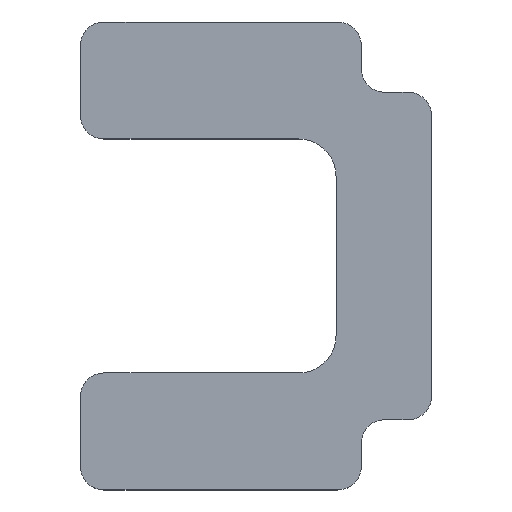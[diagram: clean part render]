
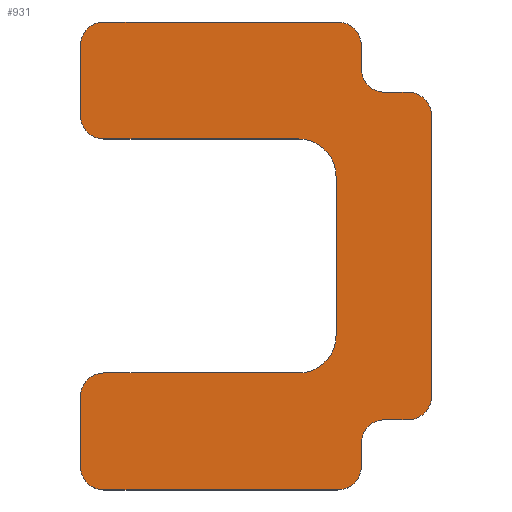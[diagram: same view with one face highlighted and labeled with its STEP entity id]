
A CAD part, top view. The second image highlights one B-rep face of the part: STEP entity #931.
In plain terms, the highlighted planar face has unit normal (0, 0, 1).
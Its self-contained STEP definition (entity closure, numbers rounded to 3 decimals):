
#47=PLANE('',#1050);
#95=FACE_OUTER_BOUND('',#153,.T.);
#153=EDGE_LOOP('',(#830,#831,#832,#833,#834,#835,#836,#837,#838,#839,#840,
#841,#842,#843,#844,#845,#846,#847,#848,#849,#850,#851,#852,#853));
#162=LINE('',#1368,#246);
#185=LINE('',#1454,#269);
#188=LINE('',#1462,#272);
#191=LINE('',#1470,#275);
#194=LINE('',#1478,#278);
#197=LINE('',#1486,#281);
#200=LINE('',#1494,#284);
#203=LINE('',#1502,#287);
#206=LINE('',#1510,#290);
#233=LINE('',#1586,#317);
#234=LINE('',#1589,#318);
#237=LINE('',#1596,#321);
#246=VECTOR('',#1093,10.);
#269=VECTOR('',#1162,10.);
#272=VECTOR('',#1171,10.);
#275=VECTOR('',#1180,10.);
#278=VECTOR('',#1189,10.);
#281=VECTOR('',#1198,10.);
#284=VECTOR('',#1207,10.);
#287=VECTOR('',#1216,10.);
#290=VECTOR('',#1225,10.);
#317=VECTOR('',#1314,10.);
#318=VECTOR('',#1317,10.);
#321=VECTOR('',#1326,10.);
#330=CIRCLE('',#968,5.);
#351=CIRCLE('',#992,5.);
#352=CIRCLE('',#995,5.);
#353=CIRCLE('',#998,5.);
#354=CIRCLE('',#1001,5.);
#355=CIRCLE('',#1004,5.);
#356=CIRCLE('',#1007,5.);
#357=CIRCLE('',#1010,5.);
#358=CIRCLE('',#1013,5.);
#359=CIRCLE('',#1016,5.);
#368=CIRCLE('',#1044,8.);
#369=CIRCLE('',#1048,8.);
#378=VERTEX_POINT('',#1355);
#379=VERTEX_POINT('',#1356);
#383=VERTEX_POINT('',#1366);
#421=VERTEX_POINT('',#1446);
#422=VERTEX_POINT('',#1447);
#423=VERTEX_POINT('',#1452);
#424=VERTEX_POINT('',#1456);
#425=VERTEX_POINT('',#1460);
#426=VERTEX_POINT('',#1464);
#427=VERTEX_POINT('',#1468);
#428=VERTEX_POINT('',#1472);
#429=VERTEX_POINT('',#1476);
#430=VERTEX_POINT('',#1480);
#431=VERTEX_POINT('',#1484);
#432=VERTEX_POINT('',#1488);
#433=VERTEX_POINT('',#1489);
#434=VERTEX_POINT('',#1496);
#435=VERTEX_POINT('',#1500);
#436=VERTEX_POINT('',#1504);
#437=VERTEX_POINT('',#1508);
#438=VERTEX_POINT('',#1512);
#455=VERTEX_POINT('',#1582);
#456=VERTEX_POINT('',#1588);
#457=VERTEX_POINT('',#1592);
#470=EDGE_CURVE('',#378,#379,#330,.T.);
#476=EDGE_CURVE('',#378,#383,#162,.T.);
#515=EDGE_CURVE('',#421,#422,#351,.T.);
#519=EDGE_CURVE('',#421,#423,#185,.T.);
#520=EDGE_CURVE('',#424,#383,#352,.T.);
#523=EDGE_CURVE('',#424,#425,#188,.T.);
#524=EDGE_CURVE('',#426,#425,#353,.T.);
#527=EDGE_CURVE('',#426,#427,#191,.T.);
#529=EDGE_CURVE('',#428,#427,#354,.T.);
#531=EDGE_CURVE('',#428,#429,#194,.T.);
#532=EDGE_CURVE('',#430,#429,#355,.T.);
#535=EDGE_CURVE('',#430,#431,#197,.T.);
#536=EDGE_CURVE('',#432,#433,#356,.T.);
#539=EDGE_CURVE('',#432,#422,#200,.T.);
#540=EDGE_CURVE('',#434,#431,#357,.T.);
#543=EDGE_CURVE('',#434,#435,#203,.T.);
#545=EDGE_CURVE('',#436,#435,#358,.T.);
#547=EDGE_CURVE('',#436,#437,#206,.T.);
#548=EDGE_CURVE('',#438,#437,#359,.T.);
#583=EDGE_CURVE('',#423,#455,#368,.T.);
#584=EDGE_CURVE('',#438,#433,#233,.T.);
#585=EDGE_CURVE('',#456,#379,#234,.T.);
#587=EDGE_CURVE('',#457,#456,#369,.T.);
#589=EDGE_CURVE('',#455,#457,#237,.T.);
#830=ORIENTED_EDGE('',*,*,#470,.F.);
#831=ORIENTED_EDGE('',*,*,#476,.T.);
#832=ORIENTED_EDGE('',*,*,#520,.F.);
#833=ORIENTED_EDGE('',*,*,#523,.T.);
#834=ORIENTED_EDGE('',*,*,#524,.F.);
#835=ORIENTED_EDGE('',*,*,#527,.T.);
#836=ORIENTED_EDGE('',*,*,#529,.F.);
#837=ORIENTED_EDGE('',*,*,#531,.T.);
#838=ORIENTED_EDGE('',*,*,#532,.F.);
#839=ORIENTED_EDGE('',*,*,#535,.T.);
#840=ORIENTED_EDGE('',*,*,#540,.F.);
#841=ORIENTED_EDGE('',*,*,#543,.T.);
#842=ORIENTED_EDGE('',*,*,#545,.F.);
#843=ORIENTED_EDGE('',*,*,#547,.T.);
#844=ORIENTED_EDGE('',*,*,#548,.F.);
#845=ORIENTED_EDGE('',*,*,#584,.T.);
#846=ORIENTED_EDGE('',*,*,#536,.F.);
#847=ORIENTED_EDGE('',*,*,#539,.T.);
#848=ORIENTED_EDGE('',*,*,#515,.F.);
#849=ORIENTED_EDGE('',*,*,#519,.T.);
#850=ORIENTED_EDGE('',*,*,#583,.T.);
#851=ORIENTED_EDGE('',*,*,#589,.T.);
#852=ORIENTED_EDGE('',*,*,#587,.T.);
#853=ORIENTED_EDGE('',*,*,#585,.T.);
#931=ADVANCED_FACE('',(#95),#47,.T.);
#968=AXIS2_PLACEMENT_3D('',#1357,#1083,#1084);
#992=AXIS2_PLACEMENT_3D('',#1448,#1155,#1156);
#995=AXIS2_PLACEMENT_3D('',#1457,#1165,#1166);
#998=AXIS2_PLACEMENT_3D('',#1465,#1174,#1175);
#1001=AXIS2_PLACEMENT_3D('',#1474,#1184,#1185);
#1004=AXIS2_PLACEMENT_3D('',#1481,#1192,#1193);
#1007=AXIS2_PLACEMENT_3D('',#1490,#1201,#1202);
#1010=AXIS2_PLACEMENT_3D('',#1497,#1210,#1211);
#1013=AXIS2_PLACEMENT_3D('',#1506,#1220,#1221);
#1016=AXIS2_PLACEMENT_3D('',#1513,#1228,#1229);
#1044=AXIS2_PLACEMENT_3D('',#1584,#1310,#1311);
#1048=AXIS2_PLACEMENT_3D('',#1593,#1321,#1322);
#1050=AXIS2_PLACEMENT_3D('',#1597,#1327,#1328);
#1083=DIRECTION('center_axis',(0.,0.,-1.));
#1084=DIRECTION('ref_axis',(-0.707,0.707,0.));
#1093=DIRECTION('',(0.,-1.,0.));
#1155=DIRECTION('center_axis',(0.,0.,-1.));
#1156=DIRECTION('ref_axis',(-0.707,-0.707,0.));
#1162=DIRECTION('',(1.,0.,0.));
#1165=DIRECTION('center_axis',(0.,0.,-1.));
#1166=DIRECTION('ref_axis',(-0.707,-0.707,0.));
#1171=DIRECTION('',(1.,0.,0.));
#1174=DIRECTION('center_axis',(0.,0.,-1.));
#1175=DIRECTION('ref_axis',(0.707,-0.707,0.));
#1180=DIRECTION('',(0.,1.,0.));
#1184=DIRECTION('center_axis',(0.,0.,1.));
#1185=DIRECTION('ref_axis',(-0.707,0.707,0.));
#1189=DIRECTION('',(1.,0.,0.));
#1192=DIRECTION('center_axis',(0.,0.,-1.));
#1193=DIRECTION('ref_axis',(0.707,-0.707,0.));
#1198=DIRECTION('',(0.,1.,0.));
#1201=DIRECTION('center_axis',(0.,0.,-1.));
#1202=DIRECTION('ref_axis',(-0.707,0.707,0.));
#1207=DIRECTION('',(0.,-1.,0.));
#1210=DIRECTION('center_axis',(0.,0.,-1.));
#1211=DIRECTION('ref_axis',(0.707,0.707,0.));
#1216=DIRECTION('',(-1.,0.,0.));
#1220=DIRECTION('center_axis',(0.,0.,1.));
#1221=DIRECTION('ref_axis',(-0.707,-0.707,0.));
#1225=DIRECTION('',(0.,1.,0.));
#1228=DIRECTION('center_axis',(0.,0.,-1.));
#1229=DIRECTION('ref_axis',(0.707,0.707,0.));
#1310=DIRECTION('center_axis',(0.,0.,-1.));
#1311=DIRECTION('ref_axis',(-1.,0.,0.));
#1314=DIRECTION('',(-1.,0.,0.));
#1317=DIRECTION('',(-1.,0.,0.));
#1321=DIRECTION('center_axis',(0.,0.,-1.));
#1322=DIRECTION('ref_axis',(0.,1.,0.));
#1326=DIRECTION('',(0.,-1.,0.));
#1327=DIRECTION('center_axis',(0.,0.,1.));
#1328=DIRECTION('ref_axis',(1.,0.,0.));
#1355=CARTESIAN_POINT('',(-24.6,-30.,3.));
#1356=CARTESIAN_POINT('',(-19.6,-25.,3.));
#1357=CARTESIAN_POINT('Origin',(-19.6,-30.,3.));
#1366=CARTESIAN_POINT('',(-24.6,-45.,3.));
#1368=CARTESIAN_POINT('',(-24.6,50.,3.));
#1446=CARTESIAN_POINT('',(-19.6,25.,3.));
#1447=CARTESIAN_POINT('',(-24.6,30.,3.));
#1448=CARTESIAN_POINT('Origin',(-19.6,30.,3.));
#1452=CARTESIAN_POINT('',(22.,25.,3.));
#1454=CARTESIAN_POINT('',(-24.6,25.,3.));
#1456=CARTESIAN_POINT('',(-19.6,-50.,3.));
#1457=CARTESIAN_POINT('Origin',(-19.6,-45.,3.));
#1460=CARTESIAN_POINT('',(30.4,-50.,3.));
#1462=CARTESIAN_POINT('',(-24.6,-50.,3.));
#1464=CARTESIAN_POINT('',(35.4,-45.,3.));
#1465=CARTESIAN_POINT('Origin',(30.4,-45.,3.));
#1468=CARTESIAN_POINT('',(35.4,-40.,3.));
#1470=CARTESIAN_POINT('',(35.4,-50.,3.));
#1472=CARTESIAN_POINT('',(40.4,-35.,3.));
#1474=CARTESIAN_POINT('Origin',(40.4,-40.,3.));
#1476=CARTESIAN_POINT('',(45.4,-35.,3.));
#1478=CARTESIAN_POINT('',(35.4,-35.,3.));
#1480=CARTESIAN_POINT('',(50.4,-30.,3.));
#1481=CARTESIAN_POINT('Origin',(45.4,-30.,3.));
#1484=CARTESIAN_POINT('',(50.4,30.,3.));
#1486=CARTESIAN_POINT('',(50.4,-50.,3.));
#1488=CARTESIAN_POINT('',(-24.6,45.,3.));
#1489=CARTESIAN_POINT('',(-19.6,50.,3.));
#1490=CARTESIAN_POINT('Origin',(-19.6,45.,3.));
#1494=CARTESIAN_POINT('',(-24.6,50.,3.));
#1496=CARTESIAN_POINT('',(45.4,35.,3.));
#1497=CARTESIAN_POINT('Origin',(45.4,30.,3.));
#1500=CARTESIAN_POINT('',(40.4,35.,3.));
#1502=CARTESIAN_POINT('',(50.4,35.,3.));
#1504=CARTESIAN_POINT('',(35.4,40.,3.));
#1506=CARTESIAN_POINT('Origin',(40.4,40.,3.));
#1508=CARTESIAN_POINT('',(35.4,45.,3.));
#1510=CARTESIAN_POINT('',(35.4,35.,3.));
#1512=CARTESIAN_POINT('',(30.4,50.,3.));
#1513=CARTESIAN_POINT('Origin',(30.4,45.,3.));
#1582=CARTESIAN_POINT('',(30.,17.,3.));
#1584=CARTESIAN_POINT('Origin',(22.,17.,3.));
#1586=CARTESIAN_POINT('',(50.4,50.,3.));
#1588=CARTESIAN_POINT('',(22.,-25.,3.));
#1589=CARTESIAN_POINT('',(22.,-25.,3.));
#1592=CARTESIAN_POINT('',(30.,-17.,3.));
#1593=CARTESIAN_POINT('Origin',(22.,-17.,3.));
#1596=CARTESIAN_POINT('',(30.,17.,3.));
#1597=CARTESIAN_POINT('Origin',(12.9,0.,3.));
